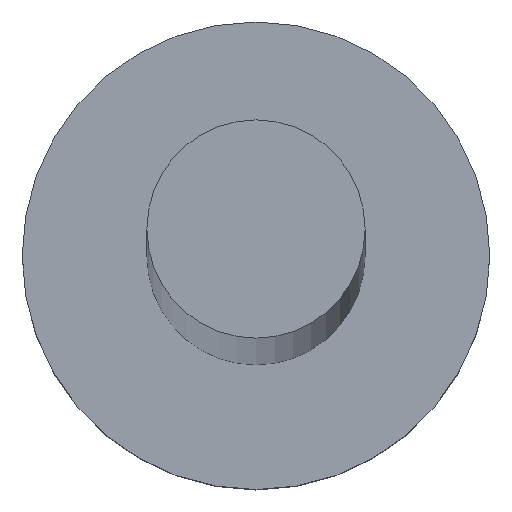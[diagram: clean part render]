
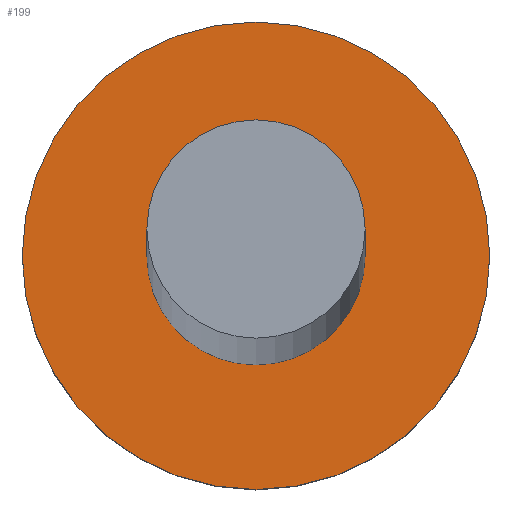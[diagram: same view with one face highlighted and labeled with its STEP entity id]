
A CAD part, top view. The second image highlights one B-rep face of the part: STEP entity #199.
In plain terms, the highlighted planar face has unit normal (0, 0, 1).
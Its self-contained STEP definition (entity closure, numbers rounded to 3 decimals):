
#1 = EDGE_CURVE ( 'NONE', #64, #6, #87, .T. ) ;
#2 = AXIS2_PLACEMENT_3D ( 'NONE', #122, #249, #9 ) ;
#6 = VERTEX_POINT ( 'NONE', #169 ) ;
#9 = DIRECTION ( 'NONE',  ( 1., 0., 0. ) ) ;
#10 = DIRECTION ( 'NONE',  ( 0., 0., 1. ) ) ;
#12 = CIRCLE ( 'NONE', #48, 0.7 ) ;
#20 = EDGE_CURVE ( 'NONE', #117, #132, #226, .T. ) ;
#36 = AXIS2_PLACEMENT_3D ( 'NONE', #69, #10, #146 ) ;
#48 = AXIS2_PLACEMENT_3D ( 'NONE', #114, #166, #182 ) ;
#51 = ORIENTED_EDGE ( 'NONE', *, *, #20, .T. ) ;
#52 = CARTESIAN_POINT ( 'NONE',  ( 0., 0., 1.5 ) ) ;
#62 = EDGE_CURVE ( 'NONE', #6, #64, #12, .T. ) ;
#64 = VERTEX_POINT ( 'NONE', #66 ) ;
#66 = CARTESIAN_POINT ( 'NONE',  ( -0.7, 0., 1.5 ) ) ;
#68 = EDGE_CURVE ( 'NONE', #132, #117, #80, .T. ) ;
#69 = CARTESIAN_POINT ( 'NONE',  ( 0., 0., 1.5 ) ) ;
#71 = AXIS2_PLACEMENT_3D ( 'NONE', #102, #90, #78 ) ;
#78 = DIRECTION ( 'NONE',  ( 1., 0., 0. ) ) ;
#80 = CIRCLE ( 'NONE', #2, 1.5 ) ;
#87 = CIRCLE ( 'NONE', #71, 0.7 ) ;
#90 = DIRECTION ( 'NONE',  ( 0., 0., 1. ) ) ;
#102 = CARTESIAN_POINT ( 'NONE',  ( 0., 0., 1.5 ) ) ;
#114 = CARTESIAN_POINT ( 'NONE',  ( 0., 0., 1.5 ) ) ;
#117 = VERTEX_POINT ( 'NONE', #147 ) ;
#119 = ORIENTED_EDGE ( 'NONE', *, *, #62, .F. ) ;
#122 = CARTESIAN_POINT ( 'NONE',  ( 0., 0., 1.5 ) ) ;
#127 = DIRECTION ( 'NONE',  ( 0., 0., 1. ) ) ;
#132 = VERTEX_POINT ( 'NONE', #238 ) ;
#140 = DIRECTION ( 'NONE',  ( 1., 0., 0. ) ) ;
#144 = ORIENTED_EDGE ( 'NONE', *, *, #68, .T. ) ;
#146 = DIRECTION ( 'NONE',  ( 1., 0., 0. ) ) ;
#147 = CARTESIAN_POINT ( 'NONE',  ( -1.5, 0., 1.5 ) ) ;
#160 = EDGE_LOOP ( 'NONE', ( #51, #144 ) ) ;
#164 = FACE_BOUND ( 'NONE', #190, .T. ) ;
#166 = DIRECTION ( 'NONE',  ( 0., 0., 1. ) ) ;
#169 = CARTESIAN_POINT ( 'NONE',  ( 0.7, 0., 1.5 ) ) ;
#170 = FACE_OUTER_BOUND ( 'NONE', #160, .T. ) ;
#181 = ORIENTED_EDGE ( 'NONE', *, *, #1, .F. ) ;
#182 = DIRECTION ( 'NONE',  ( 1., 0., 0. ) ) ;
#190 = EDGE_LOOP ( 'NONE', ( #181, #119 ) ) ;
#199 = ADVANCED_FACE ( 'NONE', ( #164, #170 ), #201, .T. ) ;
#201 = PLANE ( 'NONE',  #36 ) ;
#210 = AXIS2_PLACEMENT_3D ( 'NONE', #52, #127, #140 ) ;
#226 = CIRCLE ( 'NONE', #210, 1.5 ) ;
#238 = CARTESIAN_POINT ( 'NONE',  ( 1.5, 0., 1.5 ) ) ;
#249 = DIRECTION ( 'NONE',  ( 0., 0., 1. ) ) ;
